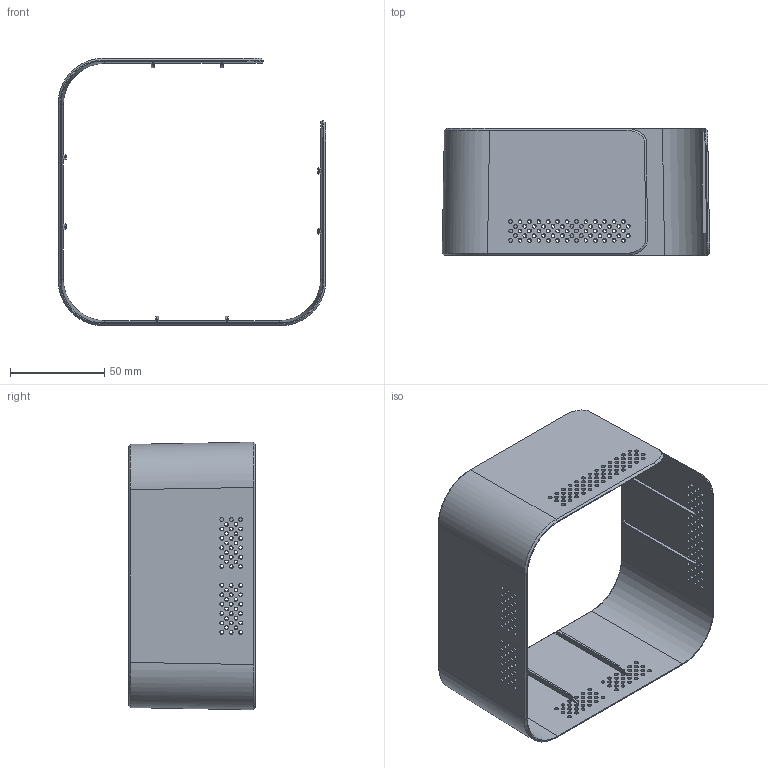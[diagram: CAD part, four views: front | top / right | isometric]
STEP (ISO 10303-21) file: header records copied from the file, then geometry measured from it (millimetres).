
FILE_DESCRIPTION(/* description */ ('Unknown'),/* implementation_level */ '2;1');
FILE_NAME(/* name */ 'node tree cover',/* time_stamp */ '2021-03-25T00:16:59+07:00',/* author */ ('Unknown'),/* organization */ ('Unknown'),/* preprocessor_version */ 'ST-DEVELOPER v16.7',/* originating_system */ 'DEX',/* authorisation */ $);
FILE_SCHEMA (('AUTOMOTIVE_DESIGN {1 0 10303 214 3 1 1}'));
Length unit declared in the file: millimetre
Products named in the file (1): node tree cover
Bounding box: 142.29 x 67.51 x 142.29 mm (x, y, z)
Volume: 46068.9 mm3; surface area: 66118.7 mm2
Topology: 1 solids, 1 shells, 406 faces, 1194 edges, 774 vertices
Faces by surface type: cylinder 250, plane 142, bspline 14
Full cylindrical faces by diameter (mm): 2 x240
Entity records: 13782 total; most frequent: CARTESIAN_POINT 2717, DIRECTION 2198, ORIENTED_EDGE 1872, EDGE_LOOP 1112, FACE_BOUND 1112, EDGE_CURVE 936, AXIS2_PLACEMENT_3D 899, VERTEX_POINT 758
